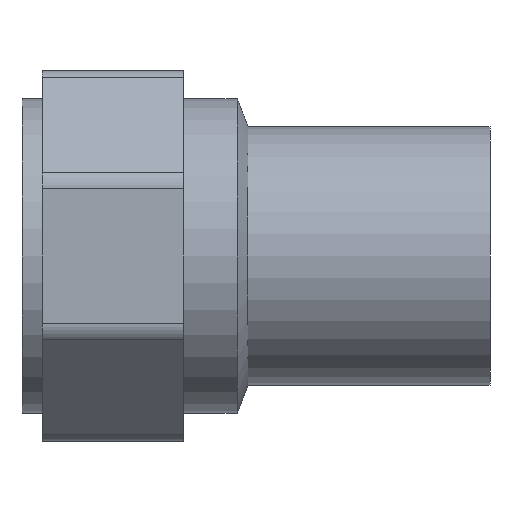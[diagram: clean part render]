
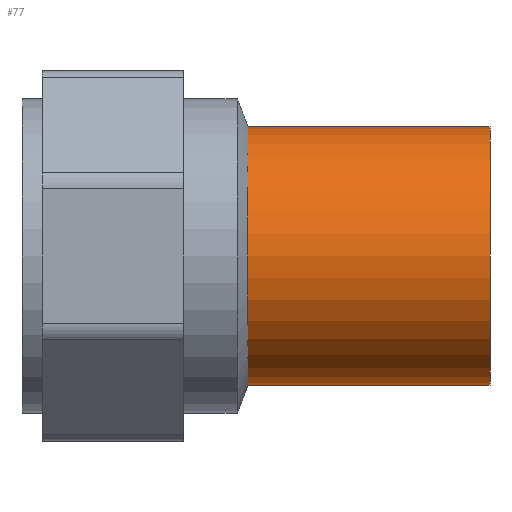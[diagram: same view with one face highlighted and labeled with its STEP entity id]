
A CAD part, front view. The second image highlights one B-rep face of the part: STEP entity #77.
In plain terms, the highlighted cylindrical face has radius 16 mm (diameter 32 mm), a full revolution.
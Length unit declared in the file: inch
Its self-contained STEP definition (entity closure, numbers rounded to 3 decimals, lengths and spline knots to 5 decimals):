
#3 = EDGE_CURVE ( 'NONE', #592, #592, #144, .T. ) ;
#70 = ORIENTED_EDGE ( 'NONE', *, *, #905, .F. ) ;
#77 = ADVANCED_FACE ( 'NONE', ( #525, #809 ), #685, .T. ) ;
#144 = CIRCLE ( 'NONE', #497, 0.62992 ) ;
#167 = AXIS2_PLACEMENT_3D ( 'NONE', #868, #761, #471 ) ;
#216 = EDGE_LOOP ( 'NONE', ( #70 ) ) ;
#217 = DIRECTION ( 'NONE',  ( 1., 0., 0. ) ) ;
#263 = VERTEX_POINT ( 'NONE', #585 ) ;
#286 = CARTESIAN_POINT ( 'NONE',  ( -1.1811, 0.62992, 0. ) ) ;
#319 = DIRECTION ( 'NONE',  ( 0., 1., 0. ) ) ;
#469 = ORIENTED_EDGE ( 'NONE', *, *, #3, .T. ) ;
#471 = DIRECTION ( 'NONE',  ( 0., 1., 0. ) ) ;
#497 = AXIS2_PLACEMENT_3D ( 'NONE', #618, #615, #757 ) ;
#525 = FACE_OUTER_BOUND ( 'NONE', #763, .T. ) ;
#551 = CARTESIAN_POINT ( 'NONE',  ( 0., 0., 0. ) ) ;
#585 = CARTESIAN_POINT ( 'NONE',  ( 0., 0.62992, 0. ) ) ;
#592 = VERTEX_POINT ( 'NONE', #286 ) ;
#615 = DIRECTION ( 'NONE',  ( 1., 0., 0. ) ) ;
#618 = CARTESIAN_POINT ( 'NONE',  ( -1.1811, 0., 0. ) ) ;
#645 = CIRCLE ( 'NONE', #647, 0.62992 ) ;
#647 = AXIS2_PLACEMENT_3D ( 'NONE', #551, #217, #319 ) ;
#685 = CYLINDRICAL_SURFACE ( 'NONE', #167, 0.62992 ) ;
#757 = DIRECTION ( 'NONE',  ( 0., 1., 0. ) ) ;
#761 = DIRECTION ( 'NONE',  ( 1., 0., 0. ) ) ;
#763 = EDGE_LOOP ( 'NONE', ( #469 ) ) ;
#809 = FACE_OUTER_BOUND ( 'NONE', #216, .T. ) ;
#868 = CARTESIAN_POINT ( 'NONE',  ( -0.59055, 0., 0. ) ) ;
#905 = EDGE_CURVE ( 'NONE', #263, #263, #645, .T. ) ;
